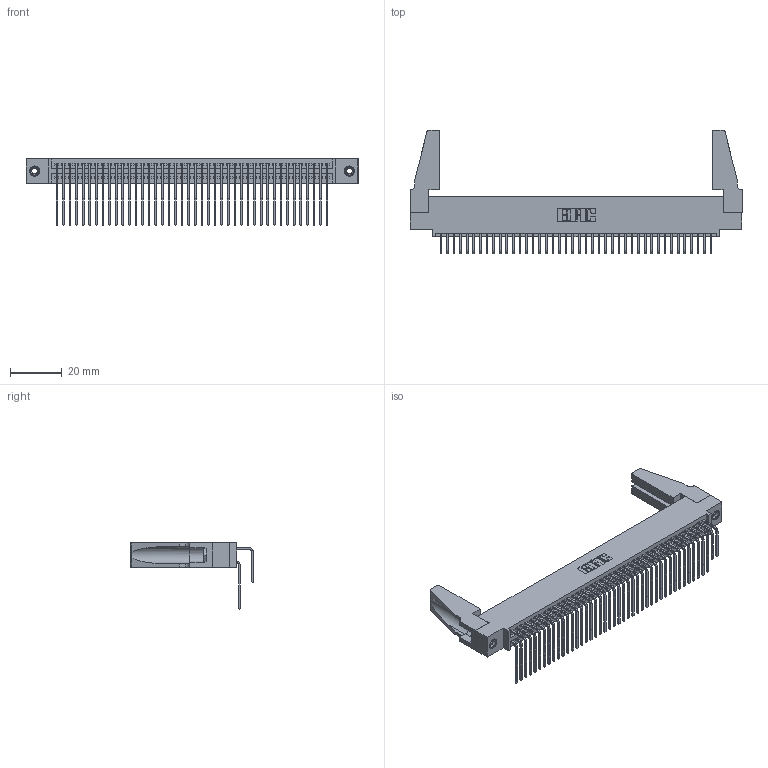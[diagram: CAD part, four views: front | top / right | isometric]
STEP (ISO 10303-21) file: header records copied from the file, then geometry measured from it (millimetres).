
FILE_DESCRIPTION (( 'STEP AP203' ), '1' );
FILE_NAME ('395-084-558-588.STEP', '2019-10-25T10:27:09', ( '' ), ( '' ), 'SwSTEP 2.0', 'SolidWorks 2016', '' );
FILE_SCHEMA (( 'CONFIG_CONTROL_DESIGN' ));
Length unit declared in the file: inch
Products named in the file (6): 345-220-078_345-220-088; 395-084-558-588; 345 Part_0.110 Offset - 0.156 Dia-TH; 345-292-001_558 559 Tail - 1; 345-292-001_558 Tail - 2; 345-250-001_345-250-001-102
Assembly tree (89 placements, depth 2):
  395-084-558-588
    345 Part_0.110 Offset - 0.156 Dia-TH
    345-292-001_558 559 Tail - 1  x42
    345-292-001_558 Tail - 2  x42
    345-250-001_345-250-001-102  x2
    345-220-078_345-220-088  x2
Bounding box: 127.91 x 47.49 x 25.53 mm (x, y, z)
Volume: 16089.4 mm3; surface area: 24468.7 mm2
Topology: 89 solids, 89 shells, 4622 faces, 13687 edges, 9002 vertices
Faces by surface type: plane 3096, cylinder 1510, cone 12, torus 4
Entity records: 36886 total; most frequent: CARTESIAN_POINT 6225, ORIENTED_EDGE 6068, DIRECTION 5466, EDGE_CURVE 3034, VECTOR 2652, LINE 2652, VERTEX_POINT 2014, AXIS2_PLACEMENT_3D 1407
